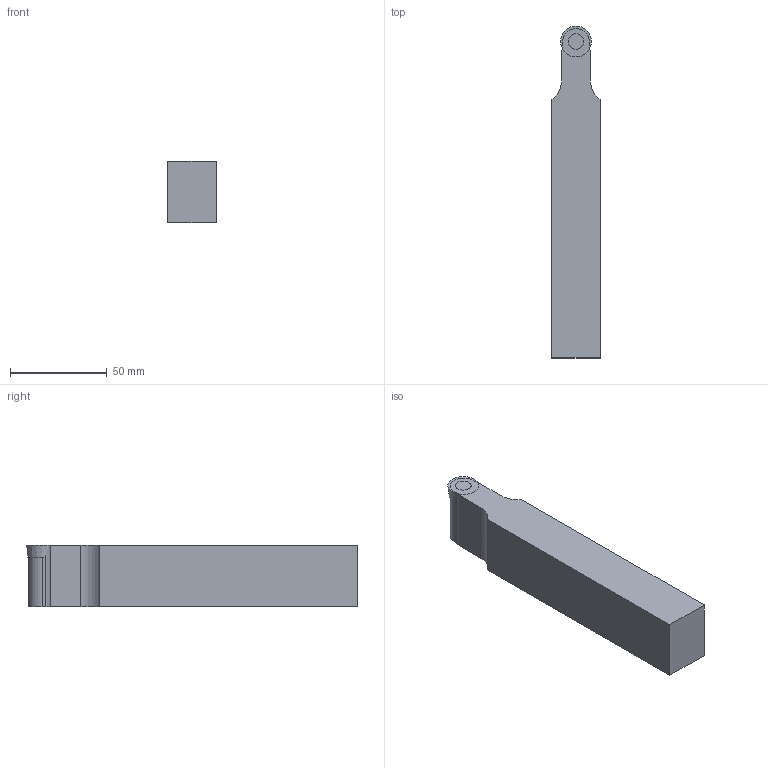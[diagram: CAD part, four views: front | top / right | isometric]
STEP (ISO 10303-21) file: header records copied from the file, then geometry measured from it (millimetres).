
FILE_DESCRIPTION(/* description */ (''),/* implementation_level */ '2;1');
FILE_NAME(/* name */ 'SRDCN3225P16-M_SIM.stp',/* time_stamp */ '2021-09-23T13:13:33+02:00',/* author */ (''),/* organization */ (''),/* preprocessor_version */ 'ST-DEVELOPER v16.7',/* originating_system */ 'SIEMENS PLM Software NX 12.0',/* authorisation */ '');
FILE_SCHEMA (('AUTOMOTIVE_DESIGN { 1 0 10303 214 3 1 1 1 }'));
Length unit declared in the file: millimetre
Products named in the file (1): model2
Bounding box: 25 x 171.45 x 32.02 mm (x, y, z)
Volume: 125091 mm3; surface area: 20539.4 mm2
Topology: 2 solids, 2 shells, 20 faces, 47 edges, 31 vertices
Faces by surface type: plane 11, cylinder 7, cone 1, torus 1
Full cylindrical faces by diameter (mm): 5.5 x1, 8 x1
Entity records: 584 total; most frequent: DIRECTION 100, CARTESIAN_POINT 93, ORIENTED_EDGE 84, EDGE_CURVE 42, AXIS2_PLACEMENT_3D 37, VERTEX_POINT 30, EDGE_LOOP 26, LINE 26
